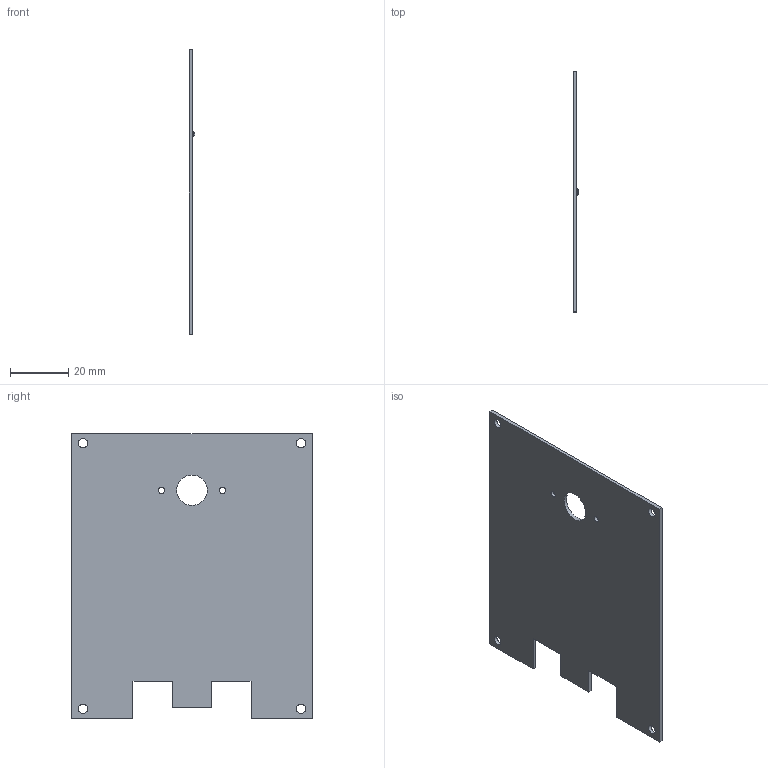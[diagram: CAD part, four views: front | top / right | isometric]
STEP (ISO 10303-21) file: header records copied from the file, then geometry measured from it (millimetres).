
FILE_DESCRIPTION(/* description */ (''),/* implementation_level */ '2;1');
FILE_NAME(/* name */ 'xy_outer_rev2.step',/* time_stamp */ '2024-04-11T14:29:05-04:00',/* author */ (''),/* organization */ (''),/* preprocessor_version */ 'ST-DEVELOPER v20',/* originating_system */ 'Autodesk Translation Framework v12.20.1.177',/* authorisation */ '');
FILE_SCHEMA (('AUTOMOTIVE_DESIGN { 1 0 10303 214 3 1 1 }'));
Length unit declared in the file: millimetre
Products named in the file (4): xy_outer; sun sensor; FRAME; MOLD
Assembly tree (3 placements, depth 3):
  xy_outer
    sun sensor
      FRAME
      MOLD
Bounding box: 1.75 x 82.6 x 98 mm (x, y, z)
Volume: 9086.8 mm3; surface area: 15743.3 mm2
Topology: 10 solids, 10 shells, 119 faces, 285 edges, 186 vertices
Faces by surface type: plane 100, cylinder 15, sphere 4
Full cylindrical faces by diameter (mm): 2.18 x2, 3.2 x4, 10.5 x1
Entity records: 3556 total; most frequent: CARTESIAN_POINT 597, ORIENTED_EDGE 570, DIRECTION 567, EDGE_CURVE 285, LINE 255, VECTOR 255, VERTEX_POINT 186, AXIS2_PLACEMENT_3D 156
